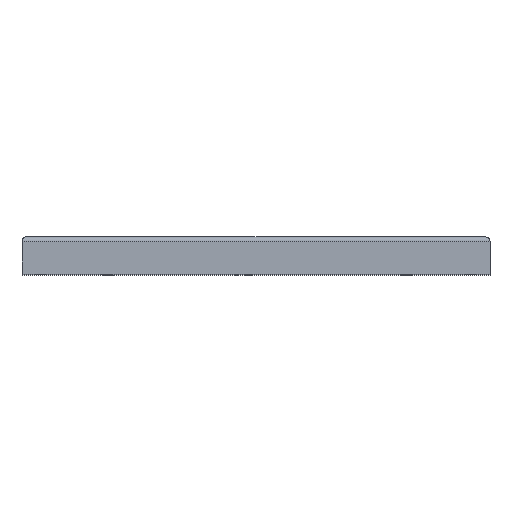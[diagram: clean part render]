
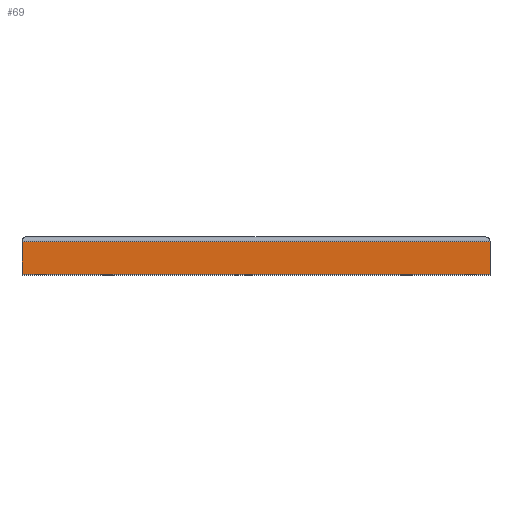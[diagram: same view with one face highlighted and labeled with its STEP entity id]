
A CAD part, top view. The second image highlights one B-rep face of the part: STEP entity #69.
In plain terms, the highlighted planar face has unit normal (0, 0, 1).
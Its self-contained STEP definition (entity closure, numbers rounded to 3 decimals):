
#13 = EDGE_CURVE ( 'NONE', #690, #1283, #907, .T. ) ;
#38 = DIRECTION ( 'NONE',  ( 0., -1., 0. ) ) ;
#65 = CARTESIAN_POINT ( 'NONE',  ( -50., 7., 50. ) ) ;
#67 = CARTESIAN_POINT ( 'NONE',  ( -50., 7., 50. ) ) ;
#69 = ADVANCED_FACE ( 'NONE', ( #89 ), #1507, .F. ) ;
#89 = FACE_OUTER_BOUND ( 'NONE', #1100, .T. ) ;
#116 = VECTOR ( 'NONE', #148, 1000. ) ;
#140 = ORIENTED_EDGE ( 'NONE', *, *, #239, .F. ) ;
#148 = DIRECTION ( 'NONE',  ( 0., -1., 0. ) ) ;
#239 = EDGE_CURVE ( 'NONE', #690, #1118, #1087, .T. ) ;
#283 = ORIENTED_EDGE ( 'NONE', *, *, #13, .T. ) ;
#327 = DIRECTION ( 'NONE',  ( -1., 0., 0. ) ) ;
#341 = LINE ( 'NONE', #698, #116 ) ;
#360 = VERTEX_POINT ( 'NONE', #897 ) ;
#423 = EDGE_CURVE ( 'NONE', #360, #1118, #661, .T. ) ;
#433 = DIRECTION ( 'NONE',  ( 0., 0., -1. ) ) ;
#489 = CARTESIAN_POINT ( 'NONE',  ( 50., 7., 50. ) ) ;
#649 = CARTESIAN_POINT ( 'NONE',  ( -50., 0., 50. ) ) ;
#661 = LINE ( 'NONE', #649, #847 ) ;
#690 = VERTEX_POINT ( 'NONE', #489 ) ;
#698 = CARTESIAN_POINT ( 'NONE',  ( -50., 8., 50. ) ) ;
#842 = CARTESIAN_POINT ( 'NONE',  ( 50., 8., 50. ) ) ;
#847 = VECTOR ( 'NONE', #1125, 1000. ) ;
#897 = CARTESIAN_POINT ( 'NONE',  ( -50., 0., 50. ) ) ;
#907 = LINE ( 'NONE', #65, #1429 ) ;
#998 = DIRECTION ( 'NONE',  ( -1., 0., 0. ) ) ;
#1020 = CARTESIAN_POINT ( 'NONE',  ( -50., 8., 50. ) ) ;
#1027 = ORIENTED_EDGE ( 'NONE', *, *, #1414, .T. ) ;
#1087 = LINE ( 'NONE', #842, #1449 ) ;
#1100 = EDGE_LOOP ( 'NONE', ( #140, #283, #1027, #1412 ) ) ;
#1118 = VERTEX_POINT ( 'NONE', #1452 ) ;
#1125 = DIRECTION ( 'NONE',  ( 1., 0., 0. ) ) ;
#1283 = VERTEX_POINT ( 'NONE', #67 ) ;
#1295 = AXIS2_PLACEMENT_3D ( 'NONE', #1020, #433, #327 ) ;
#1412 = ORIENTED_EDGE ( 'NONE', *, *, #423, .T. ) ;
#1414 = EDGE_CURVE ( 'NONE', #1283, #360, #341, .T. ) ;
#1429 = VECTOR ( 'NONE', #998, 1000. ) ;
#1449 = VECTOR ( 'NONE', #38, 1000. ) ;
#1452 = CARTESIAN_POINT ( 'NONE',  ( 50., 0., 50. ) ) ;
#1507 = PLANE ( 'NONE',  #1295 ) ;
